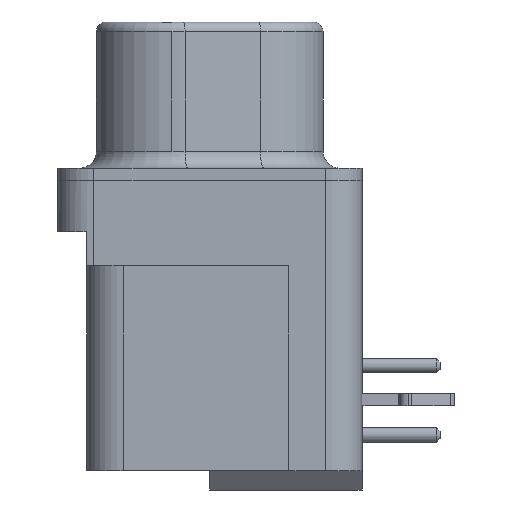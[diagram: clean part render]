
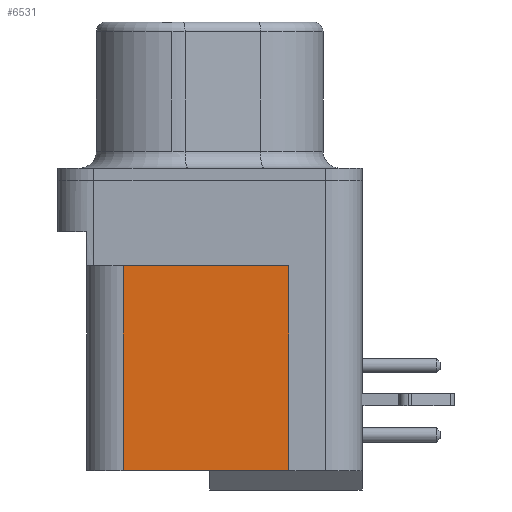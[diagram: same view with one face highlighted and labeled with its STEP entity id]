
A CAD part, left-side view. The second image highlights one B-rep face of the part: STEP entity #6531.
In plain terms, the highlighted planar face has unit normal (-1, 0, 0).
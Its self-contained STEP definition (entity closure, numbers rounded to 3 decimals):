
#250 = EDGE_CURVE ( 'NONE', #287, #7070, #1550, .T. ) ;
#287 = VERTEX_POINT ( 'NONE', #1678 ) ;
#540 = EDGE_CURVE ( 'NONE', #287, #6728, #2356, .T. ) ;
#1461 = LINE ( 'NONE', #1462, #1463 ) ;
#1462 = CARTESIAN_POINT ( 'NONE',  ( -9.1, -3.25, -3.5 ) ) ;
#1463 = VECTOR ( 'NONE', #1465, 1000. ) ;
#1465 = DIRECTION ( 'NONE',  ( 0., -1., 0. ) ) ;
#1550 = LINE ( 'NONE', #1551, #1552 ) ;
#1551 = CARTESIAN_POINT ( 'NONE',  ( -9.1, -6.25, -11.9 ) ) ;
#1552 = VECTOR ( 'NONE', #1553, 1000. ) ;
#1553 = DIRECTION ( 'NONE',  ( 0., -1., 0. ) ) ;
#1579 = CARTESIAN_POINT ( 'NONE',  ( -9.1, -3.25, -3.5 ) ) ;
#1613 = ORIENTED_EDGE ( 'NONE', *, *, #250, .T. ) ;
#1678 = CARTESIAN_POINT ( 'NONE',  ( -9.1, 3.55, -11.9 ) ) ;
#1886 = ORIENTED_EDGE ( 'NONE', *, *, #540, .F. ) ;
#2356 = LINE ( 'NONE', #2357, #2358 ) ;
#2357 = CARTESIAN_POINT ( 'NONE',  ( -9.1, 3.55, -11.9 ) ) ;
#2358 = VECTOR ( 'NONE', #2359, 1000. ) ;
#2359 = DIRECTION ( 'NONE',  ( 0., 0., 1. ) ) ;
#2558 = FACE_OUTER_BOUND ( 'NONE', #6897, .T. ) ;
#2559 = PLANE ( 'NONE',  #2560 ) ;
#2560 = AXIS2_PLACEMENT_3D ( 'NONE', #2561, #2562, #2563 ) ;
#2561 = CARTESIAN_POINT ( 'NONE',  ( -9.1, -6.25, -11.9 ) ) ;
#2562 = DIRECTION ( 'NONE',  ( -1., 0., 0. ) ) ;
#2563 = DIRECTION ( 'NONE',  ( 0., -1., 0. ) ) ;
#3531 = CARTESIAN_POINT ( 'NONE',  ( -9.1, 3.55, -3.5 ) ) ;
#4816 = CARTESIAN_POINT ( 'NONE',  ( -9.1, -3.25, -11.9 ) ) ;
#5741 = LINE ( 'NONE', #5742, #5743 ) ;
#5742 = CARTESIAN_POINT ( 'NONE',  ( -9.1, -3.25, -11.9 ) ) ;
#5743 = VECTOR ( 'NONE', #5744, 1000. ) ;
#5744 = DIRECTION ( 'NONE',  ( 0., 0., -1. ) ) ;
#6348 = EDGE_CURVE ( 'NONE', #6728, #6368, #1461, .T. ) ;
#6364 = ORIENTED_EDGE ( 'NONE', *, *, #7365, .F. ) ;
#6368 = VERTEX_POINT ( 'NONE', #1579 ) ;
#6531 = ADVANCED_FACE ( 'NONE', ( #2558 ), #2559, .T. ) ;
#6728 = VERTEX_POINT ( 'NONE', #3531 ) ;
#6897 = EDGE_LOOP ( 'NONE', ( #7149, #1886, #1613, #6364 ) ) ;
#7070 = VERTEX_POINT ( 'NONE', #4816 ) ;
#7149 = ORIENTED_EDGE ( 'NONE', *, *, #6348, .F. ) ;
#7365 = EDGE_CURVE ( 'NONE', #6368, #7070, #5741, .T. ) ;
